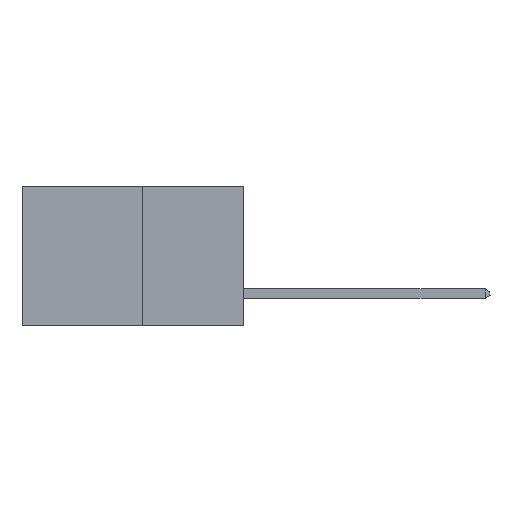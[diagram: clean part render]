
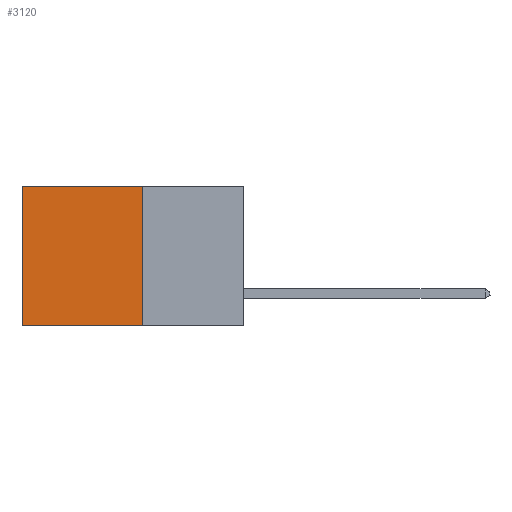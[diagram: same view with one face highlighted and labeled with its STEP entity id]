
A CAD part, left-side view. The second image highlights one B-rep face of the part: STEP entity #3120.
In plain terms, the highlighted planar face has unit normal (-1, 0, 0).
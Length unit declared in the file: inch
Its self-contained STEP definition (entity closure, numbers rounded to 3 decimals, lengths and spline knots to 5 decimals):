
#148 = EDGE_CURVE ( 'NONE', #2554, #7449, #7690, .T. ) ;
#658 = DIRECTION ( 'NONE',  ( 0., 0., -1. ) ) ;
#1167 = EDGE_LOOP ( 'NONE', ( #7799, #6664, #5823, #1298 ) ) ;
#1298 = ORIENTED_EDGE ( 'NONE', *, *, #2382, .T. ) ;
#1406 = CARTESIAN_POINT ( 'NONE',  ( 0.277, 0.27, -0.37 ) ) ;
#2181 = VERTEX_POINT ( 'NONE', #2960 ) ;
#2203 = LINE ( 'NONE', #4677, #6939 ) ;
#2363 = CARTESIAN_POINT ( 'NONE',  ( 0.277, 0.27, 0. ) ) ;
#2382 = EDGE_CURVE ( 'NONE', #2554, #2181, #7318, .T. ) ;
#2547 = PLANE ( 'NONE',  #5172 ) ;
#2554 = VERTEX_POINT ( 'NONE', #2863 ) ;
#2863 = CARTESIAN_POINT ( 'NONE',  ( 0.277, 0.27, 0. ) ) ;
#2960 = CARTESIAN_POINT ( 'NONE',  ( 0.277, 0.59, 0. ) ) ;
#3120 = ADVANCED_FACE ( 'NONE', ( #5133 ), #2547, .F. ) ;
#3540 = DIRECTION ( 'NONE',  ( 0., 0., -1. ) ) ;
#3865 = VECTOR ( 'NONE', #3915, 39.37008 ) ;
#3915 = DIRECTION ( 'NONE',  ( 0., 1., 0. ) ) ;
#4125 = CARTESIAN_POINT ( 'NONE',  ( 0.277, 0.27, -0.37 ) ) ;
#4333 = DIRECTION ( 'NONE',  ( 1., 0., 0. ) ) ;
#4444 = EDGE_CURVE ( 'NONE', #2181, #6830, #2203, .T. ) ;
#4677 = CARTESIAN_POINT ( 'NONE',  ( 0.277, 0.59, -0.37 ) ) ;
#5133 = FACE_OUTER_BOUND ( 'NONE', #1167, .T. ) ;
#5172 = AXIS2_PLACEMENT_3D ( 'NONE', #6686, #4333, #3540 ) ;
#5324 = DIRECTION ( 'NONE',  ( 0., 0., -1. ) ) ;
#5823 = ORIENTED_EDGE ( 'NONE', *, *, #148, .F. ) ;
#5922 = CARTESIAN_POINT ( 'NONE',  ( 0.277, 0.59, -0.37 ) ) ;
#6049 = VECTOR ( 'NONE', #7620, 39.37008 ) ;
#6162 = VECTOR ( 'NONE', #658, 39.37008 ) ;
#6487 = EDGE_CURVE ( 'NONE', #7449, #6830, #7408, .T. ) ;
#6664 = ORIENTED_EDGE ( 'NONE', *, *, #6487, .F. ) ;
#6686 = CARTESIAN_POINT ( 'NONE',  ( 0.277, 0.27, -0.37 ) ) ;
#6830 = VERTEX_POINT ( 'NONE', #5922 ) ;
#6939 = VECTOR ( 'NONE', #5324, 39.37008 ) ;
#7318 = LINE ( 'NONE', #2363, #3865 ) ;
#7408 = LINE ( 'NONE', #7535, #6049 ) ;
#7449 = VERTEX_POINT ( 'NONE', #1406 ) ;
#7535 = CARTESIAN_POINT ( 'NONE',  ( 0.277, 0.27, -0.37 ) ) ;
#7620 = DIRECTION ( 'NONE',  ( 0., 1., 0. ) ) ;
#7690 = LINE ( 'NONE', #4125, #6162 ) ;
#7799 = ORIENTED_EDGE ( 'NONE', *, *, #4444, .T. ) ;
